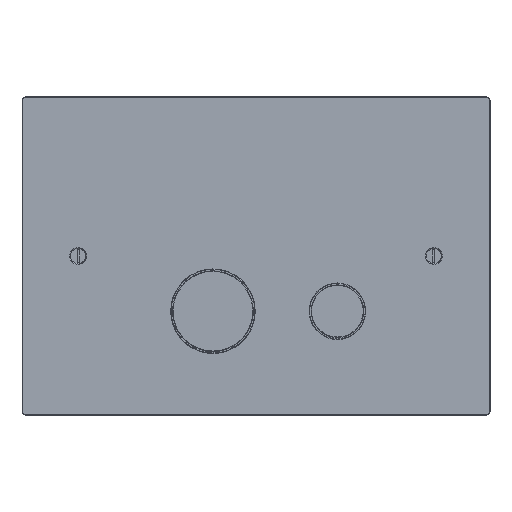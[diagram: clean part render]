
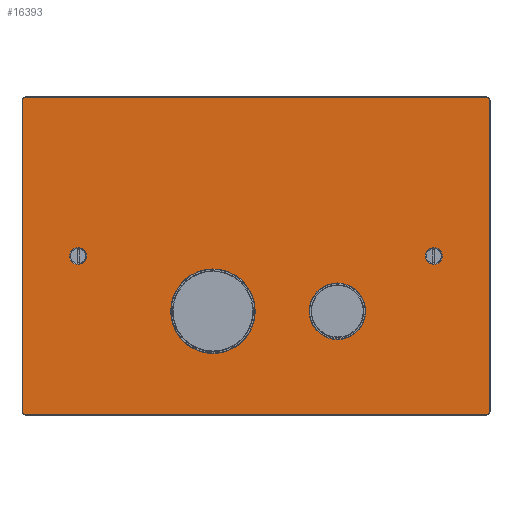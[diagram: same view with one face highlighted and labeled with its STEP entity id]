
A CAD part, front view. The second image highlights one B-rep face of the part: STEP entity #16393.
In plain terms, the highlighted planar face has unit normal (0, -1, 0).
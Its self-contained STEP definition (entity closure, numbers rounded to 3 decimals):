
#1172=LINE('',#24010,#2146);
#1173=LINE('',#24014,#2147);
#1174=LINE('',#24018,#2148);
#1175=LINE('',#24022,#2149);
#2146=VECTOR('',#19325,1000.);
#2147=VECTOR('',#19328,1000.);
#2148=VECTOR('',#19331,1000.);
#2149=VECTOR('',#19334,1000.);
#3108=PLANE('',#17414);
#3438=ORIENTED_EDGE('',*,*,#8146,.T.);
#3439=ORIENTED_EDGE('',*,*,#8147,.T.);
#3440=ORIENTED_EDGE('',*,*,#8148,.T.);
#3441=ORIENTED_EDGE('',*,*,#8149,.T.);
#3442=ORIENTED_EDGE('',*,*,#8150,.T.);
#3443=ORIENTED_EDGE('',*,*,#8151,.T.);
#3444=ORIENTED_EDGE('',*,*,#8152,.T.);
#3445=ORIENTED_EDGE('',*,*,#8153,.T.);
#3446=ORIENTED_EDGE('',*,*,#8154,.T.);
#3447=ORIENTED_EDGE('',*,*,#8155,.T.);
#3448=ORIENTED_EDGE('',*,*,#8156,.T.);
#3449=ORIENTED_EDGE('',*,*,#8157,.T.);
#8146=EDGE_CURVE('',#10500,#10500,#12050,.F.);
#8147=EDGE_CURVE('',#10501,#10501,#12051,.F.);
#8148=EDGE_CURVE('',#10502,#10502,#12052,.F.);
#8149=EDGE_CURVE('',#10503,#10503,#12053,.F.);
#8150=EDGE_CURVE('',#10504,#10505,#12054,.T.);
#8151=EDGE_CURVE('',#10505,#10506,#1172,.T.);
#8152=EDGE_CURVE('',#10506,#10507,#12055,.T.);
#8153=EDGE_CURVE('',#10507,#10508,#1173,.T.);
#8154=EDGE_CURVE('',#10508,#10509,#12056,.T.);
#8155=EDGE_CURVE('',#10509,#10510,#1174,.T.);
#8156=EDGE_CURVE('',#10510,#10511,#12057,.T.);
#8157=EDGE_CURVE('',#10511,#10504,#1175,.T.);
#10500=VERTEX_POINT('',#24000);
#10501=VERTEX_POINT('',#24002);
#10502=VERTEX_POINT('',#24004);
#10503=VERTEX_POINT('',#24006);
#10504=VERTEX_POINT('',#24008);
#10505=VERTEX_POINT('',#24009);
#10506=VERTEX_POINT('',#24011);
#10507=VERTEX_POINT('',#24013);
#10508=VERTEX_POINT('',#24015);
#10509=VERTEX_POINT('',#24017);
#10510=VERTEX_POINT('',#24019);
#10511=VERTEX_POINT('',#24021);
#12050=CIRCLE('',#17415,15.1);
#12051=CIRCLE('',#17416,22.6);
#12052=CIRCLE('',#17417,4.541);
#12053=CIRCLE('',#17418,4.541);
#12054=CIRCLE('',#17419,1.9);
#12055=CIRCLE('',#17420,1.9);
#12056=CIRCLE('',#17421,1.9);
#12057=CIRCLE('',#17422,1.9);
#12942=EDGE_LOOP('',(#3438));
#12943=EDGE_LOOP('',(#3439));
#12944=EDGE_LOOP('',(#3440));
#12945=EDGE_LOOP('',(#3441));
#12946=EDGE_LOOP('',(#3442,#3443,#3444,#3445,#3446,#3447,#3448,#3449));
#14042=FACE_BOUND('',#12942,.T.);
#14043=FACE_BOUND('',#12943,.T.);
#14044=FACE_BOUND('',#12944,.T.);
#14045=FACE_BOUND('',#12945,.T.);
#14046=FACE_BOUND('',#12946,.T.);
#16393=ADVANCED_FACE('',(#14042,#14043,#14044,#14045,#14046),#3108,.T.);
#17414=AXIS2_PLACEMENT_3D('',#23998,#19313,#19314);
#17415=AXIS2_PLACEMENT_3D('',#23999,#19315,#19316);
#17416=AXIS2_PLACEMENT_3D('',#24001,#19317,#19318);
#17417=AXIS2_PLACEMENT_3D('',#24003,#19319,#19320);
#17418=AXIS2_PLACEMENT_3D('',#24005,#19321,#19322);
#17419=AXIS2_PLACEMENT_3D('',#24007,#19323,#19324);
#17420=AXIS2_PLACEMENT_3D('',#24012,#19326,#19327);
#17421=AXIS2_PLACEMENT_3D('',#24016,#19329,#19330);
#17422=AXIS2_PLACEMENT_3D('',#24020,#19332,#19333);
#19313=DIRECTION('',(0.,-1.,0.));
#19314=DIRECTION('',(0.,0.,-1.));
#19315=DIRECTION('',(0.,-1.,0.));
#19316=DIRECTION('',(0.,0.,-1.));
#19317=DIRECTION('',(0.,-1.,0.));
#19318=DIRECTION('',(0.,0.,-1.));
#19319=DIRECTION('',(0.,-1.,0.));
#19320=DIRECTION('',(0.,0.,-1.));
#19321=DIRECTION('',(0.,-1.,0.));
#19322=DIRECTION('',(0.,0.,-1.));
#19323=DIRECTION('',(0.,-1.,0.));
#19324=DIRECTION('',(0.,0.,-1.));
#19325=DIRECTION('',(1.,0.,0.));
#19326=DIRECTION('',(0.,-1.,0.));
#19327=DIRECTION('',(0.,0.,-1.));
#19328=DIRECTION('',(0.,0.,1.));
#19329=DIRECTION('',(0.,-1.,0.));
#19330=DIRECTION('',(0.,0.,-1.));
#19331=DIRECTION('',(-1.,0.,0.));
#19332=DIRECTION('',(0.,-1.,0.));
#19333=DIRECTION('',(0.,0.,-1.));
#19334=DIRECTION('',(0.,0.,-1.));
#23998=CARTESIAN_POINT('',(0.,-2.,0.));
#23999=CARTESIAN_POINT('',(43.5,-2.,-29.5));
#24000=CARTESIAN_POINT('',(43.5,-2.,-44.6));
#24001=CARTESIAN_POINT('',(-23.,-2.,-29.5));
#24002=CARTESIAN_POINT('',(-23.,-2.,-52.1));
#24003=CARTESIAN_POINT('',(95.,-2.,0.));
#24004=CARTESIAN_POINT('',(95.,-2.,-4.541));
#24005=CARTESIAN_POINT('',(-95.,-2.,0.));
#24006=CARTESIAN_POINT('',(-95.,-2.,-4.541));
#24007=CARTESIAN_POINT('',(-123.,-2.,-83.));
#24008=CARTESIAN_POINT('',(-124.9,-2.,-83.));
#24009=CARTESIAN_POINT('',(-123.,-2.,-84.9));
#24010=CARTESIAN_POINT('',(123.,-2.,-84.9));
#24011=CARTESIAN_POINT('',(123.,-2.,-84.9));
#24012=CARTESIAN_POINT('',(123.,-2.,-83.));
#24013=CARTESIAN_POINT('',(124.9,-2.,-83.));
#24014=CARTESIAN_POINT('',(124.9,-2.,83.));
#24015=CARTESIAN_POINT('',(124.9,-2.,83.));
#24016=CARTESIAN_POINT('',(123.,-2.,83.));
#24017=CARTESIAN_POINT('',(123.,-2.,84.9));
#24018=CARTESIAN_POINT('',(-123.,-2.,84.9));
#24019=CARTESIAN_POINT('',(-123.,-2.,84.9));
#24020=CARTESIAN_POINT('',(-123.,-2.,83.));
#24021=CARTESIAN_POINT('',(-124.9,-2.,83.));
#24022=CARTESIAN_POINT('',(-124.9,-2.,-83.));
